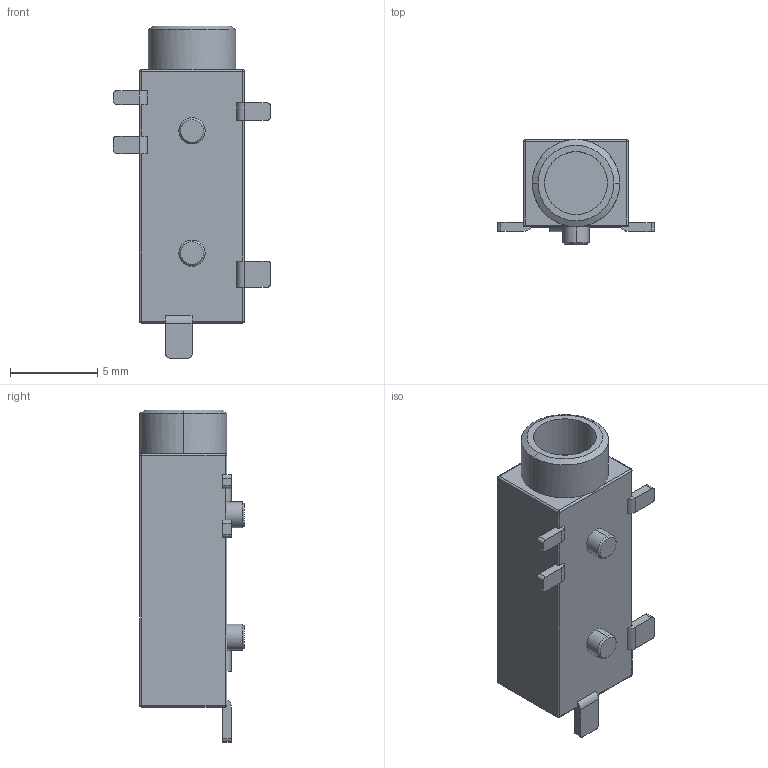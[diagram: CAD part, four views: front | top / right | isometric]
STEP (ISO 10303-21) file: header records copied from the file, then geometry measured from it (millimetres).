
FILE_DESCRIPTION (( 'STEP AP214' ), '1' );
FILE_NAME ('0495B000-48B6-4F8E-8A86-84C87AEDA503.STEP', '2022-10-06T21:24:34', ( '' ), ( '' ), 'SwSTEP 2.0', 'SolidWorks 2022', '' );
FILE_SCHEMA (( 'AUTOMOTIVE_DESIGN' ));
Length unit declared in the file: millimetre
Products named in the file (1): 0495B000-48B6-4F8E-8A86-84C87AEDA503
Bounding box: 9 x 6 x 19 mm (x, y, z)
Volume: 466.6 mm3; surface area: 478.4 mm2
Topology: 1 solids, 1 shells, 92 faces, 235 edges, 140 vertices
Faces by surface type: cylinder 40, plane 38, sphere 8, cone 6
Entity records: 3590 total; most frequent: DIRECTION 503, CARTESIAN_POINT 460, ORIENTED_EDGE 454, EDGE_CURVE 227, AXIS2_PLACEMENT_3D 183, VERTEX_POINT 140, VECTOR 137, LINE 137
